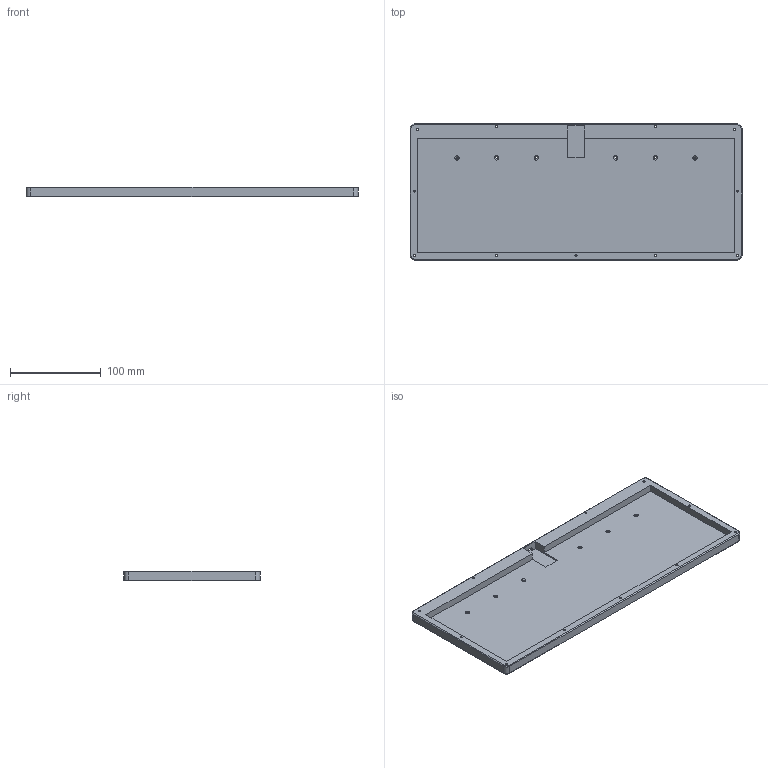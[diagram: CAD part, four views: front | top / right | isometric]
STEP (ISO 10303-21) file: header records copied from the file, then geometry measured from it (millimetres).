
FILE_DESCRIPTION(('HOOPS Exchange Step'),'2;1');
FILE_NAME('temp_export','2024-12-14T23:58:09+01:00',('juanj'),('Shapr3D Limited'),'HOOPS Exchange 2024.6','Shapr3D','Authorized');
FILE_SCHEMA( ('AP242_MANAGED_MODEL_BASED_3D_ENGINEERING_MIM_LF {1 0 10303 442 1 1 4 }') );
Length unit declared in the file: millimetre
Products named in the file (1): Bottom
Bounding box: 365.66 x 149.82 x 11 mm (x, y, z)
Volume: 245952.4 mm3; surface area: 128536.8 mm2
Topology: 1 solids, 1 shells, 76 faces, 226 edges, 150 vertices
Faces by surface type: cylinder 28, plane 19, cone 17, bspline 8, torus 4
Full cylindrical faces by diameter (mm): 2.25 x11, 2.65 x6
Entity records: 2964 total; most frequent: CARTESIAN_POINT 766, DIRECTION 462, ORIENTED_EDGE 452, EDGE_CURVE 226, AXIS2_PLACEMENT_3D 180, VERTEX_POINT 150, CIRCLE 110, EDGE_LOOP 110
